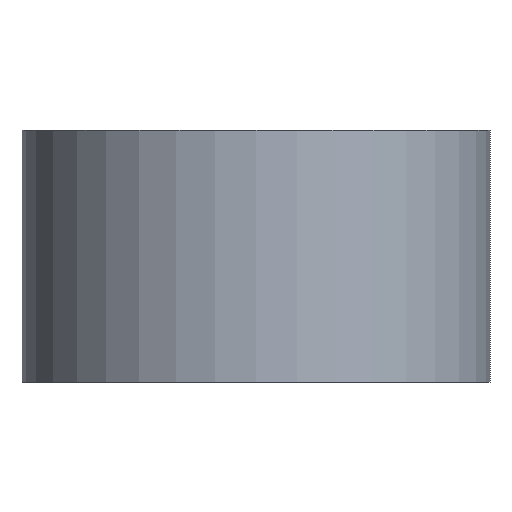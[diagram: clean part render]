
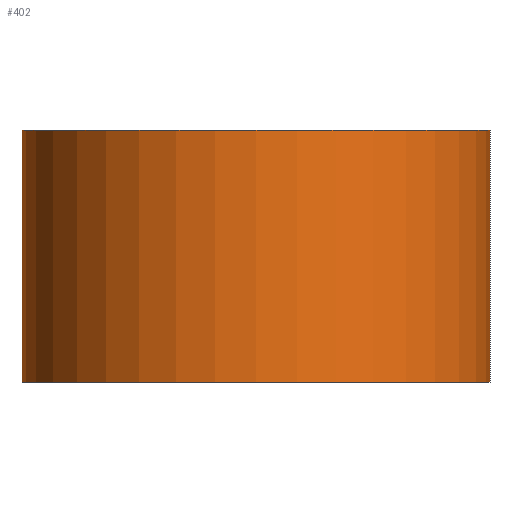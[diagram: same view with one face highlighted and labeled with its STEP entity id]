
A CAD part, front view. The second image highlights one B-rep face of the part: STEP entity #402.
In plain terms, the highlighted cylindrical face has radius 260 mm (diameter 520 mm), a partial arc.
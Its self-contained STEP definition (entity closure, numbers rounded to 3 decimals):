
#10 = EDGE_LOOP ( 'NONE', ( #154, #172, #196, #96 ) ) ;
#11 = AXIS2_PLACEMENT_3D ( 'NONE', #123, #191, #375 ) ;
#19 = DIRECTION ( 'NONE',  ( 0., 0., -1. ) ) ;
#25 = VERTEX_POINT ( 'NONE', #66 ) ;
#26 = FACE_OUTER_BOUND ( 'NONE', #10, .T. ) ;
#31 = DIRECTION ( 'NONE',  ( 1., 0., 0. ) ) ;
#36 = CARTESIAN_POINT ( 'NONE',  ( -260., 0., 280. ) ) ;
#38 = DIRECTION ( 'NONE',  ( -1., 0., 0. ) ) ;
#53 = CARTESIAN_POINT ( 'NONE',  ( 260., 0., 280. ) ) ;
#66 = CARTESIAN_POINT ( 'NONE',  ( 260., 0., 0. ) ) ;
#67 = CARTESIAN_POINT ( 'NONE',  ( 0., 0., 0. ) ) ;
#89 = VECTOR ( 'NONE', #142, 1000. ) ;
#96 = ORIENTED_EDGE ( 'NONE', *, *, #371, .T. ) ;
#98 = CARTESIAN_POINT ( 'NONE',  ( 0., 0., 280. ) ) ;
#100 = LINE ( 'NONE', #331, #89 ) ;
#103 = AXIS2_PLACEMENT_3D ( 'NONE', #67, #229, #31 ) ;
#123 = CARTESIAN_POINT ( 'NONE',  ( 0., 0., 280. ) ) ;
#133 = VECTOR ( 'NONE', #19, 1000. ) ;
#142 = DIRECTION ( 'NONE',  ( 0., 0., -1. ) ) ;
#147 = EDGE_CURVE ( 'NONE', #390, #353, #100, .T. ) ;
#150 = VERTEX_POINT ( 'NONE', #344 ) ;
#154 = ORIENTED_EDGE ( 'NONE', *, *, #310, .F. ) ;
#157 = CARTESIAN_POINT ( 'NONE',  ( -260., 0., 0. ) ) ;
#158 = LINE ( 'NONE', #53, #133 ) ;
#172 = ORIENTED_EDGE ( 'NONE', *, *, #188, .F. ) ;
#188 = EDGE_CURVE ( 'NONE', #390, #150, #207, .T. ) ;
#191 = DIRECTION ( 'NONE',  ( 0., 0., 1. ) ) ;
#196 = ORIENTED_EDGE ( 'NONE', *, *, #147, .T. ) ;
#207 = CIRCLE ( 'NONE', #11, 260. ) ;
#211 = CIRCLE ( 'NONE', #103, 260. ) ;
#229 = DIRECTION ( 'NONE',  ( 0., 0., 1. ) ) ;
#233 = DIRECTION ( 'NONE',  ( 0., 0., -1. ) ) ;
#256 = AXIS2_PLACEMENT_3D ( 'NONE', #98, #233, #38 ) ;
#310 = EDGE_CURVE ( 'NONE', #150, #25, #158, .T. ) ;
#331 = CARTESIAN_POINT ( 'NONE',  ( -260., 0., 280. ) ) ;
#344 = CARTESIAN_POINT ( 'NONE',  ( 260., 0., 280. ) ) ;
#353 = VERTEX_POINT ( 'NONE', #157 ) ;
#371 = EDGE_CURVE ( 'NONE', #353, #25, #211, .T. ) ;
#375 = DIRECTION ( 'NONE',  ( 1., 0., 0. ) ) ;
#390 = VERTEX_POINT ( 'NONE', #36 ) ;
#402 = ADVANCED_FACE ( 'NONE', ( #26 ), #406, .T. ) ;
#406 = CYLINDRICAL_SURFACE ( 'NONE', #256, 260. ) ;
